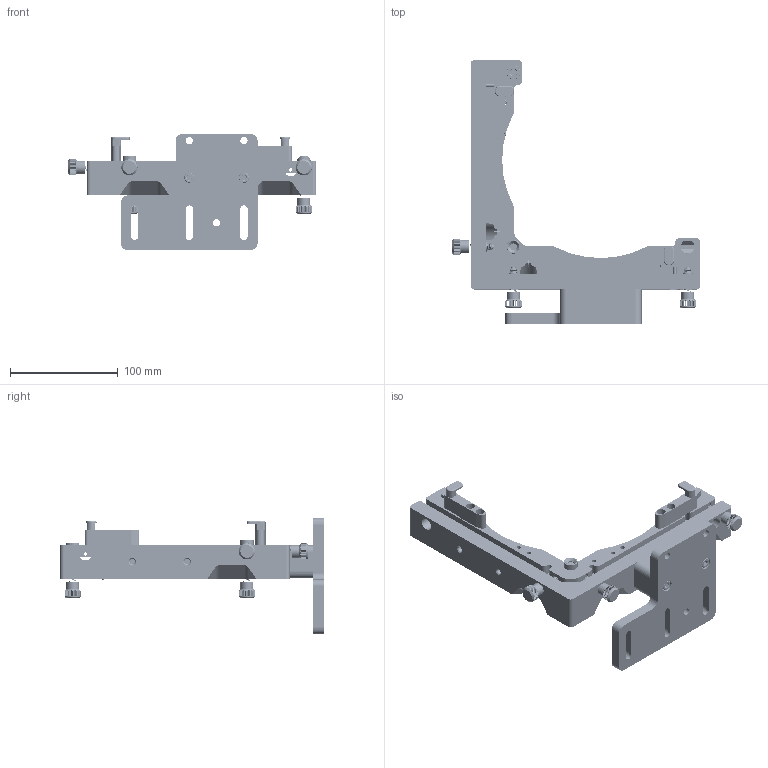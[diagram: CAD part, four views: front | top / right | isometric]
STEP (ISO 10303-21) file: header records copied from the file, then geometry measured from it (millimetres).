
FILE_DESCRIPTION (( 'STEP AP214' ), '1' );
FILE_NAME ('FP6-H600_C.STEP', '2024-02-28T17:52:04', ( '' ), ( '' ), 'SwSTEP 2.0', 'SolidWorks 2022', '' );
FILE_SCHEMA (( 'AUTOMOTIVE_DESIGN' ));
Length unit declared in the file: inch
Products named in the file (1): FP6-H600_C
Bounding box: 230.54 x 244.82 x 107.95 mm (x, y, z)
Surface area: 130141.4 mm2 (no closed solid volume)
Topology: 0 solids, 83 shells, 2318 faces, 8652 edges, 6059 vertices
Faces by surface type: cylinder 1333, plane 816, cone 100, bspline 43, sphere 18, torus 8
Entity records: 152378 total; most frequent: CARTESIAN_POINT 58641, ORIENTED_EDGE 13530, DIRECTION 11724, EDGE_CURVE 8632, VERTEX_POINT 6051, AXIS2_PLACEMENT_3D 4076, VECTOR 3572, LINE 3572
